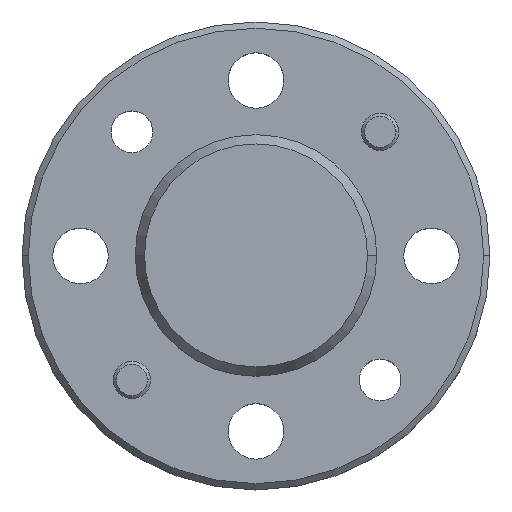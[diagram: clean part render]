
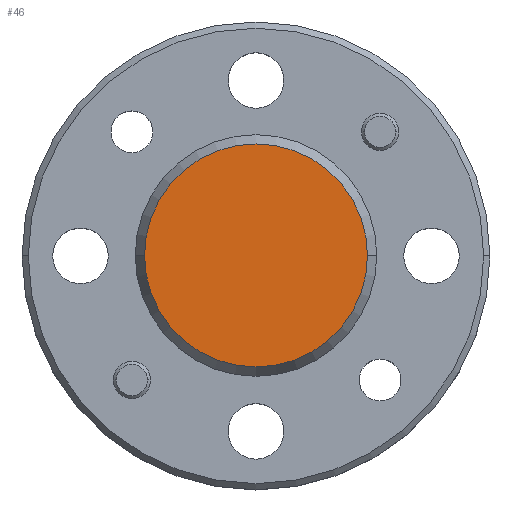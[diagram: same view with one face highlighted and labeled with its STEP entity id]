
A CAD part, top view. The second image highlights one B-rep face of the part: STEP entity #46.
In plain terms, the highlighted planar face has unit normal (0, 0, 1).
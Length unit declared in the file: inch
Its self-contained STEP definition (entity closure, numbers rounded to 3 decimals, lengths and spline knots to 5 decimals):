
#46 = ADVANCED_FACE ( 'NONE', ( #1790 ), #2087, .F. ) ;
#50 = VERTEX_POINT ( 'NONE', #1911 ) ;
#70 = CARTESIAN_POINT ( 'NONE',  ( 0.14203, 0.34267, 0.68157 ) ) ;
#106 = DIRECTION ( 'NONE',  ( -1., 0., 0. ) ) ;
#112 = VERTEX_POINT ( 'NONE', #791 ) ;
#130 = AXIS2_PLACEMENT_3D ( 'NONE', #1415, #728, #106 ) ;
#143 = DIRECTION ( 'NONE',  ( 0., 0., -1. ) ) ;
#234 = ORIENTED_EDGE ( 'NONE', *, *, #647, .T. ) ;
#254 = DIRECTION ( 'NONE',  ( 0., 0., 1. ) ) ;
#319 = EDGE_CURVE ( 'NONE', #112, #50, #1106, .T. ) ;
#375 = AXIS2_PLACEMENT_3D ( 'NONE', #1107, #143, #1113 ) ;
#449 = EDGE_LOOP ( 'NONE', ( #1753, #234 ) ) ;
#647 = EDGE_CURVE ( 'NONE', #50, #112, #1165, .T. ) ;
#728 = DIRECTION ( 'NONE',  ( 0., 0., 1. ) ) ;
#760 = AXIS2_PLACEMENT_3D ( 'NONE', #70, #254, #1223 ) ;
#791 = CARTESIAN_POINT ( 'NONE',  ( -0.03673, 0.34267, 0.68157 ) ) ;
#1106 = CIRCLE ( 'NONE', #130, 0.17877 ) ;
#1107 = CARTESIAN_POINT ( 'NONE',  ( 0.14203, 0.54217, 0.68157 ) ) ;
#1113 = DIRECTION ( 'NONE',  ( -1., 0., 0. ) ) ;
#1165 = CIRCLE ( 'NONE', #760, 0.17877 ) ;
#1223 = DIRECTION ( 'NONE',  ( -1., 0., 0. ) ) ;
#1415 = CARTESIAN_POINT ( 'NONE',  ( 0.14203, 0.34267, 0.68157 ) ) ;
#1753 = ORIENTED_EDGE ( 'NONE', *, *, #319, .T. ) ;
#1790 = FACE_OUTER_BOUND ( 'NONE', #449, .T. ) ;
#1911 = CARTESIAN_POINT ( 'NONE',  ( 0.3208, 0.34267, 0.68157 ) ) ;
#2087 = PLANE ( 'NONE',  #375 ) ;
